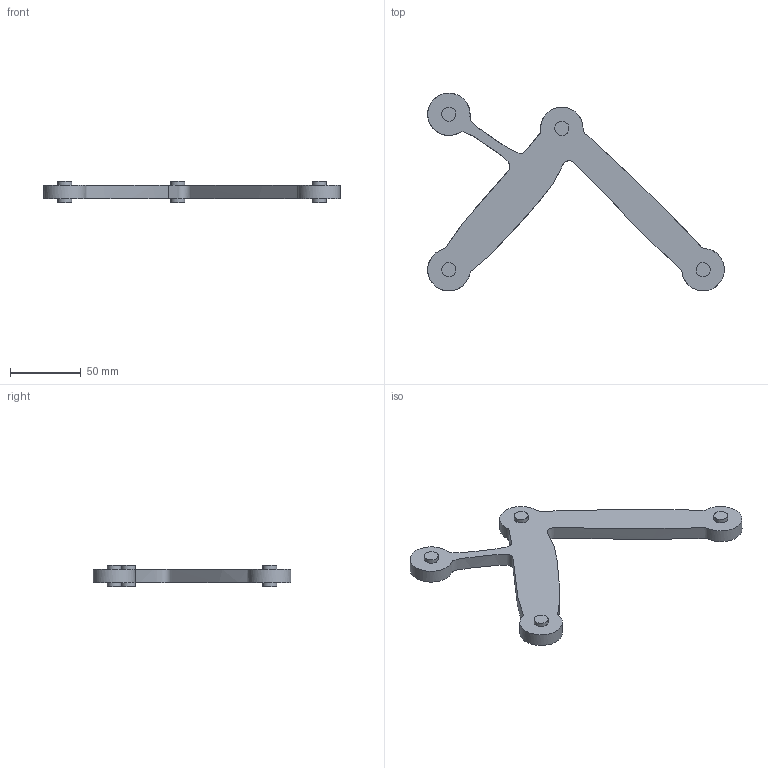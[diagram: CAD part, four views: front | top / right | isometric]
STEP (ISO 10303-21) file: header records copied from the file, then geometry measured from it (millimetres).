
FILE_DESCRIPTION(/* description */ ('CAx-IF Rec.Pracs.---Model Styling and Organization---1.2---2011-12-15'),/* implementation_level */ '2;1');
FILE_NAME(/* name */ '2016 Bracket w Pins MK2.stp',/* time_stamp */ '2021-05-12T20:30:09+12:00',/* author */ ('Jawal'),/* organization */ (''),/* preprocessor_version */ 'ST-DEVELOPER v18.1',/* originating_system */ 'Autodesk Inventor 2021',/* authorisation */ '');
FILE_SCHEMA (('AUTOMOTIVE_DESIGN { 1 0 10303 214 3 1 1 }'));
Length unit declared in the file: millimetre
Products named in the file (3): MECHENG334 2016 Bracket; BRACKET(2); pins
Assembly tree (5 placements, depth 2):
  MECHENG334 2016 Bracket
    BRACKET(2)
    pins  x4
Bounding box: 210 x 139.99 x 15 mm (x, y, z)
Volume: 96794.1 mm3; surface area: 28138 mm2
Topology: 5 solids, 5 shells, 24 faces, 50 edges, 36 vertices
Faces by surface type: cylinder 12, plane 10, bspline 2
Full cylindrical faces by diameter (mm): 10 x4
Entity records: 6377 total; most frequent: CARTESIAN_POINT 5874, DIRECTION 93, ORIENTED_EDGE 70, AXIS2_PLACEMENT_3D 41, EDGE_CURVE 35, VERTEX_POINT 24, EDGE_LOOP 23, CIRCLE 20
